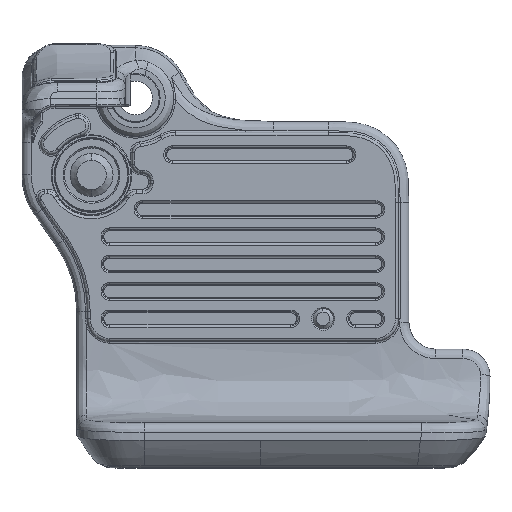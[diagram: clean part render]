
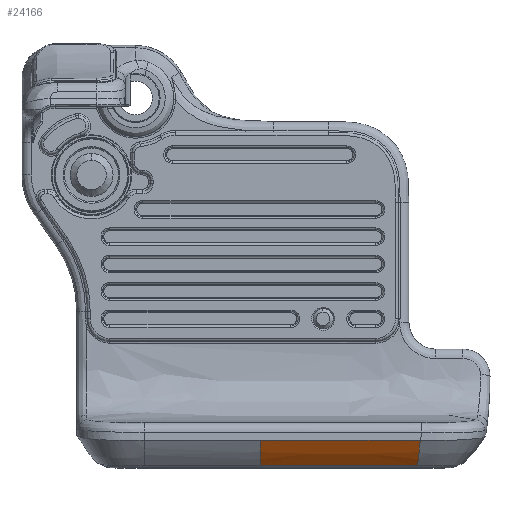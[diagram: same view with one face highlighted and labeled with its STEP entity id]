
A CAD part, left-side view. The second image highlights one B-rep face of the part: STEP entity #24166.
In plain terms, the highlighted free-form (B-spline) face has degree [2, 3] with [3, 4] control points.
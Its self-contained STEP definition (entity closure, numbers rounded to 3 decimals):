
#942 = DIRECTION ( 'NONE',  ( 0., -1., 0. ) ) ;
#1614 = EDGE_LOOP ( 'NONE', ( #14490, #6706, #3664, #17504 ) ) ;
#2429 = CARTESIAN_POINT ( 'NONE',  ( 60.7, 0., -25.663 ) ) ;
#3664 = ORIENTED_EDGE ( 'NONE', *, *, #13845, .F. ) ;
#3921 = CARTESIAN_POINT ( 'NONE',  ( 57.7, 0., -21.91 ) ) ;
#3962 = VERTEX_POINT ( 'NONE', #3921 ) ;
#4016 = CARTESIAN_POINT ( 'NONE',  ( 60.7, 0., -25.663 ) ) ;
#4524 = CARTESIAN_POINT ( 'NONE',  ( 58.973, -23.479, -23.968 ) ) ;
#6303 = CARTESIAN_POINT ( 'NONE',  ( 58.973, 0., -23.968 ) ) ;
#6706 = ORIENTED_EDGE ( 'NONE', *, *, #14068, .T. ) ;
#8514 = CARTESIAN_POINT ( 'NONE',  ( 58.973, -15.653, -23.968 ) ) ;
#10735 = CARTESIAN_POINT ( 'NONE',  ( 60.7, 0., -25.663 ) ) ;
#12737 = CARTESIAN_POINT ( 'NONE',  ( 57.7, 0., -21.91 ) ) ;
#12990 = CARTESIAN_POINT ( 'NONE',  ( 60.7, -15.52, -25.663 ) ) ;
#13082 = CARTESIAN_POINT ( 'NONE',  ( 57.7, -23.678, -21.91 ) ) ;
#13845 = EDGE_CURVE ( 'NONE', #24274, #15411, #24762, .T. ) ;
#13881 = EDGE_CURVE ( 'NONE', #3962, #24274, #15523, .T. ) ;
#14022 = EDGE_CURVE ( 'NONE', #3962, #14688, #19972, .T. ) ;
#14068 = EDGE_CURVE ( 'NONE', #14688, #15411, #17111, .T. ) ;
#14490 = ORIENTED_EDGE ( 'NONE', *, *, #14022, .T. ) ;
#14688 = VERTEX_POINT ( 'NONE', #2429 ) ;
#15359 = CARTESIAN_POINT ( 'NONE',  ( 60.7, -23.28, -25.663 ) ) ;
#15411 = VERTEX_POINT ( 'NONE', #21782 ) ;
#15523 = LINE ( 'NONE', #27840, #21619 ) ;
#17111 = B_SPLINE_CURVE_WITH_KNOTS ( 'NONE', 3,
 ( #4016, #17514, #28777, #15359 ),
 .UNSPECIFIED., .F., .F.,
 ( 4, 4 ),
 ( 0., 23.479 ),
 .UNSPECIFIED. ) ;
#17421 = CARTESIAN_POINT ( 'NONE',  ( 60.7, 0., -25.663 ) ) ;
#17504 = ORIENTED_EDGE ( 'NONE', *, *, #13881, .F. ) ;
#17514 = CARTESIAN_POINT ( 'NONE',  ( 60.7, -7.76, -25.663 ) ) ;
#17568 = CARTESIAN_POINT ( 'NONE',  ( 57.7, -7.893, -21.91 ) ) ;
#18040 = CARTESIAN_POINT ( 'NONE',  ( 60.7, -23.28, -25.663 ) ) ;
#19893 = CARTESIAN_POINT ( 'NONE',  ( 57.7, -23.678, -21.91 ) ) ;
#19972 =( BOUNDED_CURVE ( )  B_SPLINE_CURVE ( 2, ( #12737, #26305, #17421 ),
 .UNSPECIFIED., .F., .T. ) 
 B_SPLINE_CURVE_WITH_KNOTS ( ( 3, 3 ),
 ( -4.816, 0. ),
 .UNSPECIFIED. ) 
 CURVE ( )  GEOMETRIC_REPRESENTATION_ITEM ( )  RATIONAL_B_SPLINE_CURVE ( ( 1., 0.993, 1. ) ) 
 REPRESENTATION_ITEM ( '' )  );
#21619 = VECTOR ( 'NONE', #942, 1000. ) ;
#21782 = CARTESIAN_POINT ( 'NONE',  ( 60.7, -23.28, -25.663 ) ) ;
#22138 = CARTESIAN_POINT ( 'NONE',  ( 58.973, -7.826, -23.968 ) ) ;
#22255 = CARTESIAN_POINT ( 'NONE',  ( 57.7, -15.785, -21.91 ) ) ;
#22589 = CARTESIAN_POINT ( 'NONE',  ( 57.7, -23.678, -21.91 ) ) ;
#23867 = FACE_OUTER_BOUND ( 'NONE', #1614, .T. ) ;
#24166 = ADVANCED_FACE ( 'NONE', ( #23867 ), #26242, .T. ) ;
#24274 = VERTEX_POINT ( 'NONE', #13082 ) ;
#24375 = CARTESIAN_POINT ( 'NONE',  ( 58.973, -23.479, -23.968 ) ) ;
#24762 =( BOUNDED_CURVE ( )  B_SPLINE_CURVE ( 2, ( #22589, #4524, #18040 ),
 .UNSPECIFIED., .F., .T. ) 
 B_SPLINE_CURVE_WITH_KNOTS ( ( 3, 3 ),
 ( -5.248, 0. ),
 .UNSPECIFIED. ) 
 CURVE ( )  GEOMETRIC_REPRESENTATION_ITEM ( )  RATIONAL_B_SPLINE_CURVE ( ( 1., 0.993, 1. ) ) 
 REPRESENTATION_ITEM ( '' )  );
#26242 =( BOUNDED_SURFACE ( )  B_SPLINE_SURFACE ( 2, 3, ( 
 ( #26466, #17568, #22255, #19893 ),
 ( #6303, #22138, #8514, #24375 ),
 ( #10735, #26533, #12990, #28733 ) ),
 .UNSPECIFIED., .F., .F., .F. ) 
 B_SPLINE_SURFACE_WITH_KNOTS ( ( 3, 3 ),
 ( 4, 4 ),
 ( -4.816, 0. ),
 ( 0., 23.479 ),
 .UNSPECIFIED. ) 
 GEOMETRIC_REPRESENTATION_ITEM ( )  RATIONAL_B_SPLINE_SURFACE ( (
 ( 1., 1., 1., 1.),
 ( 0.993, 0.993, 0.993, 0.993),
 ( 1., 1., 1., 1.) ) ) 
 REPRESENTATION_ITEM ( '' )  SURFACE ( )  );
#26305 = CARTESIAN_POINT ( 'NONE',  ( 58.973, 0., -23.968 ) ) ;
#26466 = CARTESIAN_POINT ( 'NONE',  ( 57.7, 0., -21.91 ) ) ;
#26533 = CARTESIAN_POINT ( 'NONE',  ( 60.7, -7.76, -25.663 ) ) ;
#27840 = CARTESIAN_POINT ( 'NONE',  ( 57.7, -27.854, -21.91 ) ) ;
#28733 = CARTESIAN_POINT ( 'NONE',  ( 60.7, -23.28, -25.663 ) ) ;
#28777 = CARTESIAN_POINT ( 'NONE',  ( 60.7, -15.52, -25.663 ) ) ;
